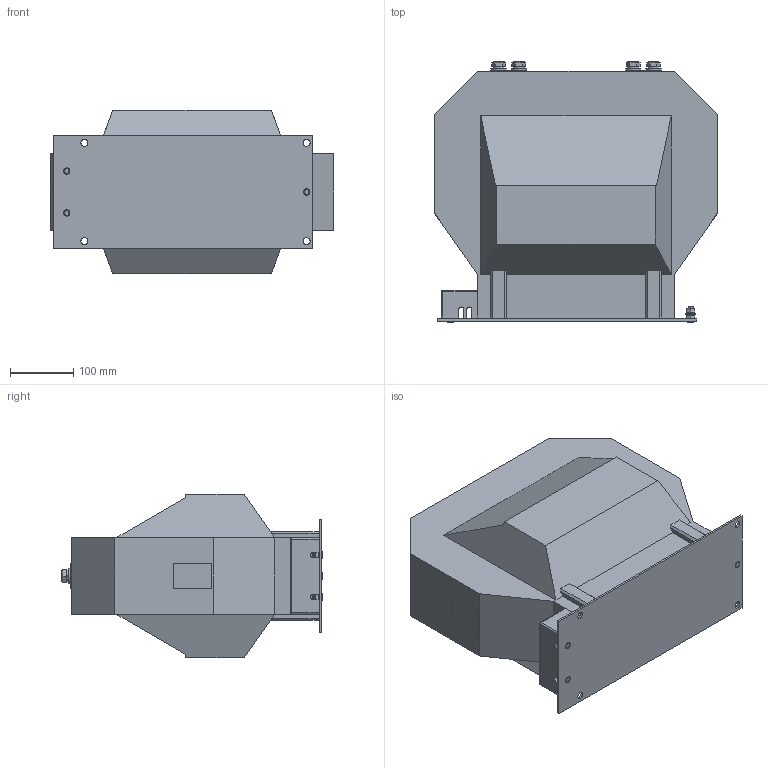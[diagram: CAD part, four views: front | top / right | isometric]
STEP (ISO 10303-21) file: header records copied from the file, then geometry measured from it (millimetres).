
FILE_DESCRIPTION (( 'STEP AP214' ), '1' );
FILE_NAME ('ﾒﾋﾊ-ﾑﾒ-35-1.2_ﾒﾎﾋ-ﾑﾒ-35-1.2.STEP', '2023-08-09T20:11:31', ( '' ), ( '' ), 'SwSTEP 2.0', 'SolidWorks 2019', '' );
FILE_SCHEMA (( 'AUTOMOTIVE_DESIGN' ));
Length unit declared in the file: millimetre
Products named in the file (1): ﾒﾋﾊ-ﾑﾒ-35-1.2_ﾒﾎﾋ-ﾑﾒ-35-1.2
Bounding box: 446.1 x 409.6 x 257 mm (x, y, z)
Volume: 25206785.3 mm3; surface area: 689112.8 mm2
Topology: 41 solids, 41 shells, 1046 faces, 2672 edges, 1746 vertices
Faces by surface type: plane 546, cylinder 193, bspline 154, cone 125, torus 22, sphere 6
Entity records: 49036 total; most frequent: CARTESIAN_POINT 12689, ORIENTED_EDGE 5332, DIRECTION 4558, EDGE_CURVE 2666, VERTEX_POINT 1746, AXIS2_PLACEMENT_3D 1567, LINE 1424, VECTOR 1424
